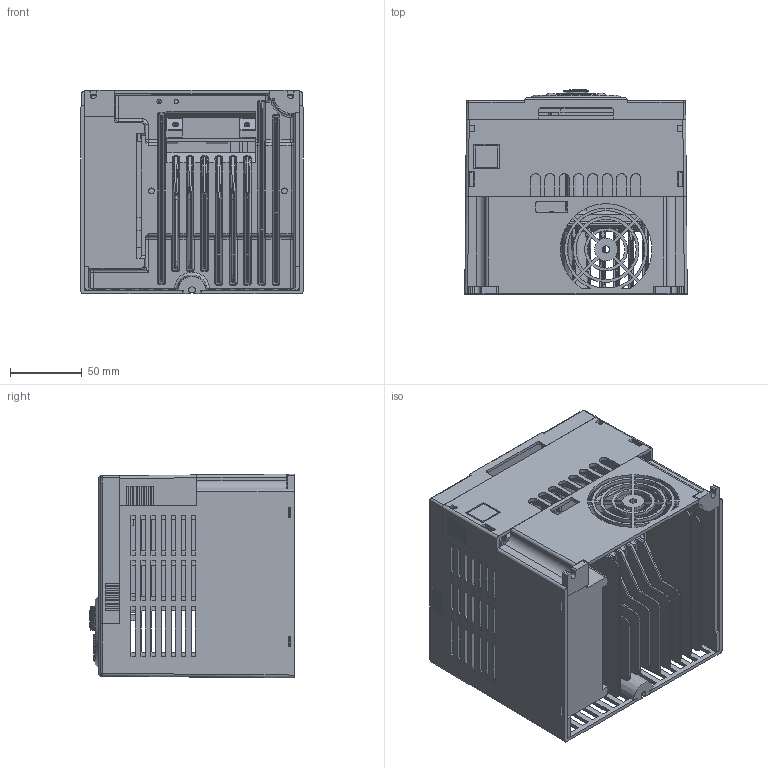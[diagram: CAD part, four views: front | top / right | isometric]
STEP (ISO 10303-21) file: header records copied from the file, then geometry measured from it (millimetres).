
FILE_DESCRIPTION((''),'2;1');
FILE_NAME('IC5_015_ASM','2012-05-22T',('djjeon'),(''),'PRO/ENGINEER BY PARAMETRIC TECHNOLOGY CORPORATION, 2010180','PRO/ENGINEER BY PARAMETRIC TECHNOLOGY CORPORATION, 2010180','');
FILE_SCHEMA(('CONFIG_CONTROL_DESIGN'));
Products named in the file (9): BODY_CASE_B_130; HEAT_SINK_B_79; BACK_COVER_B_39; FRONT_COVER_B_65; SMOG_WINDOW2_2; VOLUME_KNOB_11; TACK_SW_KNOB2_8; TOTAL_B_ASM_98_ASM; IC5_015_ASM
Assembly tree (9 placements, depth 3):
  IC5_015_ASM
    TOTAL_B_ASM_98_ASM
      BODY_CASE_B_130
      HEAT_SINK_B_79
      BACK_COVER_B_39
      FRONT_COVER_B_65
      SMOG_WINDOW2_2
      VOLUME_KNOB_11
      TACK_SW_KNOB2_8  x2
Bounding box: 155.4 x 142.9 x 142.4 mm (x, y, z)
Volume: 519898.3 mm3; surface area: 393299 mm2
Topology: 8 solids, 8 shells, 2751 faces, 7595 edges, 4886 vertices
Faces by surface type: plane 1840, cylinder 685, torus 91, bspline 86, sphere 23, cone 18, extrusion 8
Entity records: 91642 total; most frequent: CARTESIAN_POINT 21887, ORIENTED_EDGE 15020, DIRECTION 13714, EDGE_CURVE 7510, VECTOR 5564, LINE 5556, VERTEX_POINT 4841, AXIS2_PLACEMENT_3D 4075
